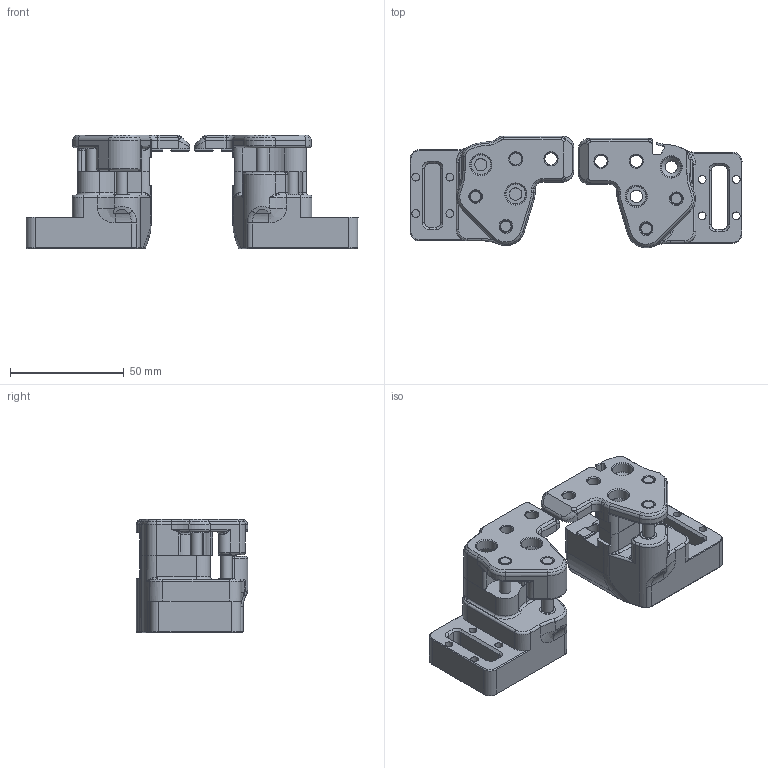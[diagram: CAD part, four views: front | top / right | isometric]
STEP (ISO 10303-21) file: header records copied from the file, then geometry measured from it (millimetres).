
FILE_DESCRIPTION(/* description */ (''),/* implementation_level */ '2;1');
FILE_NAME(/* name */ 'MGN12 XY Pinned.step',/* time_stamp */ '2021-08-12T11:29:28-07:00',/* author */ (''),/* organization */ (''),/* preprocessor_version */ 'ST-DEVELOPER v18.1',/* originating_system */ 'Autodesk Translation Framework v10.9.0.1377',/* authorisation */ '');
FILE_SCHEMA (('AUTOMOTIVE_DESIGN { 1 0 10303 214 3 1 1 }'));
Length unit declared in the file: millimetre
Products named in the file (3): (Unsaved); XY Joint - Right; XY Joint Left
Assembly tree (2 placements, depth 2):
  (Unsaved)
    XY Joint - Right
    XY Joint Left
Bounding box: 145.9 x 49.02 x 50 mm (x, y, z)
Volume: 118847.2 mm3; surface area: 43276.9 mm2
Topology: 8 solids, 8 shells, 784 faces, 1937 edges, 1171 vertices
Faces by surface type: plane 304, cylinder 225, cone 141, bspline 55, torus 55, sphere 4
Full cylindrical faces by diameter (mm): 3 x4, 3.4 x8, 5 x4, 5.2 x8, 5.4 x14, 7 x3, 9 x4, 10 x1, 10.4 x1
Entity records: 24895 total; most frequent: CARTESIAN_POINT 6236, DIRECTION 3994, ORIENTED_EDGE 3848, EDGE_CURVE 1924, AXIS2_PLACEMENT_3D 1489, VERTEX_POINT 1167, LINE 1016, VECTOR 1016
